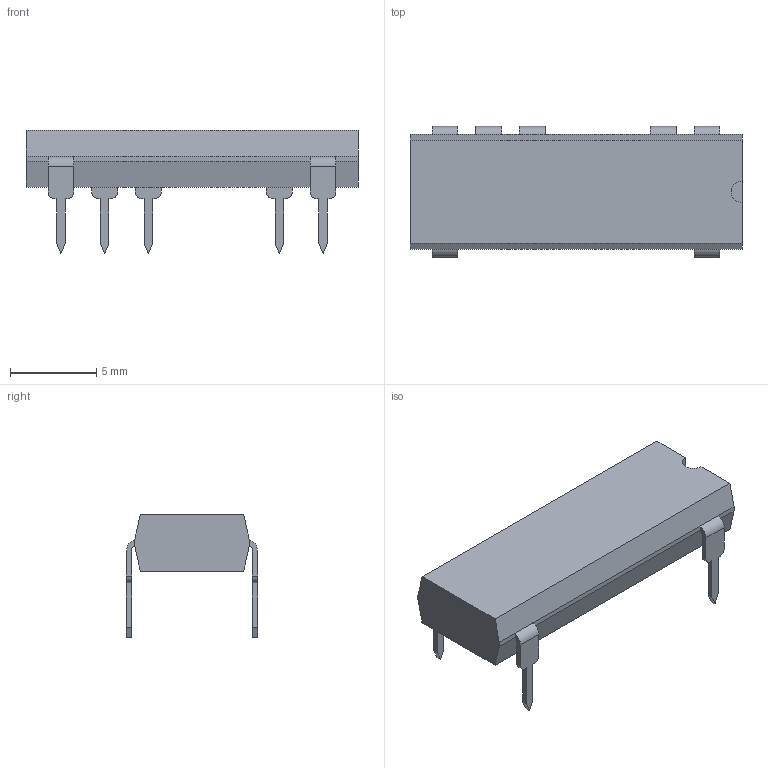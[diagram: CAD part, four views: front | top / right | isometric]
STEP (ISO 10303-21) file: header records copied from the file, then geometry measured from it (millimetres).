
FILE_DESCRIPTION(('STEP AP214'), '1');
FILE_NAME('DCP01-Center', '', ('UNSPECIFIED'), ('UNSPECIFIED'), 'ASCON STEP Converter 1.3', 'ASCON Math Kernel', '');
FILE_SCHEMA(('AUTOMOTIVE_DESIGN { 1 0 10303 214 3 1 1}'));
Length unit declared in the file: millimetre
Products named in the file (5): User Library-integrated circuit DIP14; User Library-integrated circuit DIP14_ko_X2_0144_X0_c_S_swka lutownicza_MIR; User Library-integrated circuit DIP14_korpus plastykowy; User Library-integrated circuit DIP14_ko_X2_0144_X0_c_S_swka lutownicza
Assembly tree (9 placements, depth 3):
  (unnamed)
    User Library-integrated circuit DIP14
      User Library-integrated circuit DIP14_ko_X2_0144_X0_c_S_swka lutownicza_MIR  x2
      User Library-integrated circuit DIP14_korpus plastykowy
      User Library-integrated circuit DIP14_ko_X2_0144_X0_c_S_swka lutownicza  x5
Bounding box: 19.3 x 7.62 x 7.16 mm (x, y, z)
Volume: 426.4 mm3; surface area: 587.9 mm2
Topology: 8 solids, 8 shells, 131 faces, 345 edges, 230 vertices
Faces by surface type: plane 102, cylinder 29
Entity records: 2155 total; most frequent: CARTESIAN_POINT 256, DIRECTION 250, ORIENTED_EDGE 240, EDGE_CURVE 120, LINE 102, VECTOR 102, VERTEX_POINT 80, AXIS2_PLACEMENT_3D 74
